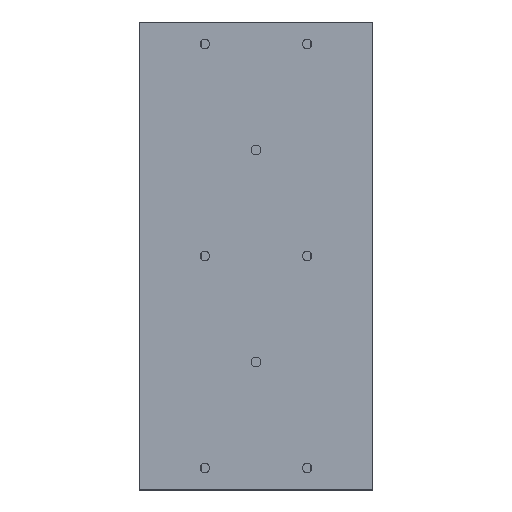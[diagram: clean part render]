
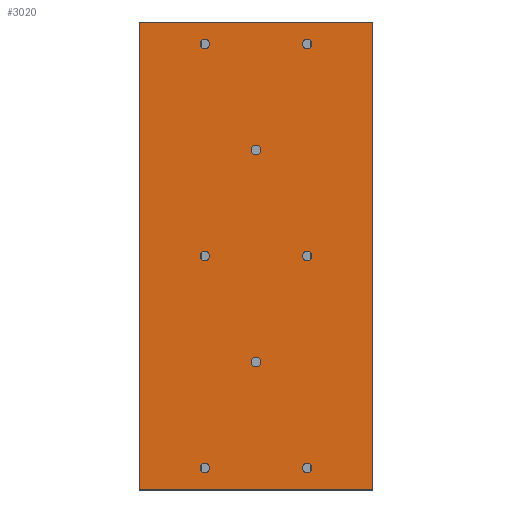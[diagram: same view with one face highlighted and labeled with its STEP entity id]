
A CAD part, top view. The second image highlights one B-rep face of the part: STEP entity #3020.
In plain terms, the highlighted planar face has unit normal (0, 0, 1).
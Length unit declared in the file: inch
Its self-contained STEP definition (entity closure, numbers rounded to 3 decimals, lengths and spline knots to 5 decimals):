
#1818=CARTESIAN_POINT('',(-0.793,-1.625,0.473));
#1819=VERTEX_POINT('',#1818);
#1835=CARTESIAN_POINT('',(-0.957,-1.625,0.473));
#1836=VERTEX_POINT('',#1835);
#1843=CARTESIAN_POINT('',(-0.875,-1.625,0.473));
#1844=DIRECTION('',(0.0,0.0,-1.0));
#1845=DIRECTION('',(1.0,0.0,0.0));
#1846=AXIS2_PLACEMENT_3D('',#1843,#1844,#1845);
#1847=CIRCLE('',#1846,0.082);
#1848=EDGE_CURVE('',#1819,#1836,#1847,.T.);
#1881=CARTESIAN_POINT('',(0.957,5.625,0.473));
#1882=VERTEX_POINT('',#1881);
#1898=CARTESIAN_POINT('',(0.793,5.625,0.473));
#1899=VERTEX_POINT('',#1898);
#1906=CARTESIAN_POINT('',(0.875,5.625,0.473));
#1907=DIRECTION('',(0.0,0.0,-1.0));
#1908=DIRECTION('',(1.0,0.0,0.0));
#1909=AXIS2_PLACEMENT_3D('',#1906,#1907,#1908);
#1910=CIRCLE('',#1909,0.082);
#1911=EDGE_CURVE('',#1882,#1899,#1910,.T.);
#1944=CARTESIAN_POINT('',(0.957,-1.625,0.473));
#1945=VERTEX_POINT('',#1944);
#1961=CARTESIAN_POINT('',(0.793,-1.625,0.473));
#1962=VERTEX_POINT('',#1961);
#1969=CARTESIAN_POINT('',(0.875,-1.625,0.473));
#1970=DIRECTION('',(0.0,0.0,-1.0));
#1971=DIRECTION('',(1.0,0.0,0.0));
#1972=AXIS2_PLACEMENT_3D('',#1969,#1970,#1971);
#1973=CIRCLE('',#1972,0.082);
#1974=EDGE_CURVE('',#1945,#1962,#1973,.T.);
#2007=CARTESIAN_POINT('',(-0.793,2.,0.473));
#2008=VERTEX_POINT('',#2007);
#2024=CARTESIAN_POINT('',(-0.957,2.,0.473));
#2025=VERTEX_POINT('',#2024);
#2032=CARTESIAN_POINT('',(-0.875,2.,0.473));
#2033=DIRECTION('',(0.0,0.0,-1.0));
#2034=DIRECTION('',(1.0,0.0,0.0));
#2035=AXIS2_PLACEMENT_3D('',#2032,#2033,#2034);
#2036=CIRCLE('',#2035,0.082);
#2037=EDGE_CURVE('',#2008,#2025,#2036,.T.);
#2070=CARTESIAN_POINT('',(0.957,2.,0.473));
#2071=VERTEX_POINT('',#2070);
#2087=CARTESIAN_POINT('',(0.793,2.,0.473));
#2088=VERTEX_POINT('',#2087);
#2095=CARTESIAN_POINT('',(0.875,2.,0.473));
#2096=DIRECTION('',(0.0,0.0,-1.0));
#2097=DIRECTION('',(1.0,0.0,0.0));
#2098=AXIS2_PLACEMENT_3D('',#2095,#2096,#2097);
#2099=CIRCLE('',#2098,0.082);
#2100=EDGE_CURVE('',#2071,#2088,#2099,.T.);
#2133=CARTESIAN_POINT('',(-0.793,5.625,0.473));
#2134=VERTEX_POINT('',#2133);
#2150=CARTESIAN_POINT('',(-0.957,5.625,0.473));
#2151=VERTEX_POINT('',#2150);
#2158=CARTESIAN_POINT('',(-0.875,5.625,0.473));
#2159=DIRECTION('',(0.0,0.0,-1.0));
#2160=DIRECTION('',(1.0,0.0,0.0));
#2161=AXIS2_PLACEMENT_3D('',#2158,#2159,#2160);
#2162=CIRCLE('',#2161,0.082);
#2163=EDGE_CURVE('',#2134,#2151,#2162,.T.);
#2196=CARTESIAN_POINT('',(0.082,0.1875,0.473));
#2197=VERTEX_POINT('',#2196);
#2213=CARTESIAN_POINT('',(-0.082,0.1875,0.473));
#2214=VERTEX_POINT('',#2213);
#2221=CARTESIAN_POINT('',(0.0,0.1875,0.473));
#2222=DIRECTION('',(0.0,0.0,-1.0));
#2223=DIRECTION('',(1.0,0.0,0.0));
#2224=AXIS2_PLACEMENT_3D('',#2221,#2222,#2223);
#2225=CIRCLE('',#2224,0.082);
#2226=EDGE_CURVE('',#2197,#2214,#2225,.T.);
#2259=CARTESIAN_POINT('',(0.082,3.8125,0.473));
#2260=VERTEX_POINT('',#2259);
#2276=CARTESIAN_POINT('',(-0.082,3.8125,0.473));
#2277=VERTEX_POINT('',#2276);
#2284=CARTESIAN_POINT('',(0.0,3.8125,0.473));
#2285=DIRECTION('',(0.0,0.0,-1.0));
#2286=DIRECTION('',(1.0,0.0,0.0));
#2287=AXIS2_PLACEMENT_3D('',#2284,#2285,#2286);
#2288=CIRCLE('',#2287,0.082);
#2289=EDGE_CURVE('',#2260,#2277,#2288,.T.);
#2321=CARTESIAN_POINT('',(0.0,3.8125,0.473));
#2322=DIRECTION('',(0.0,0.0,-1.0));
#2323=DIRECTION('',(1.0,0.0,0.0));
#2324=AXIS2_PLACEMENT_3D('',#2321,#2322,#2323);
#2325=CIRCLE('',#2324,0.082);
#2326=EDGE_CURVE('',#2277,#2260,#2325,.T.);
#2366=CARTESIAN_POINT('',(0.0,0.1875,0.473));
#2367=DIRECTION('',(0.0,0.0,-1.0));
#2368=DIRECTION('',(1.0,0.0,0.0));
#2369=AXIS2_PLACEMENT_3D('',#2366,#2367,#2368);
#2370=CIRCLE('',#2369,0.082);
#2371=EDGE_CURVE('',#2214,#2197,#2370,.T.);
#2411=CARTESIAN_POINT('',(-0.875,5.625,0.473));
#2412=DIRECTION('',(0.0,0.0,-1.0));
#2413=DIRECTION('',(1.0,0.0,0.0));
#2414=AXIS2_PLACEMENT_3D('',#2411,#2412,#2413);
#2415=CIRCLE('',#2414,0.082);
#2416=EDGE_CURVE('',#2151,#2134,#2415,.T.);
#2456=CARTESIAN_POINT('',(0.875,2.,0.473));
#2457=DIRECTION('',(0.0,0.0,-1.0));
#2458=DIRECTION('',(1.0,0.0,0.0));
#2459=AXIS2_PLACEMENT_3D('',#2456,#2457,#2458);
#2460=CIRCLE('',#2459,0.082);
#2461=EDGE_CURVE('',#2088,#2071,#2460,.T.);
#2501=CARTESIAN_POINT('',(-0.875,2.,0.473));
#2502=DIRECTION('',(0.0,0.0,-1.0));
#2503=DIRECTION('',(1.0,0.0,0.0));
#2504=AXIS2_PLACEMENT_3D('',#2501,#2502,#2503);
#2505=CIRCLE('',#2504,0.082);
#2506=EDGE_CURVE('',#2025,#2008,#2505,.T.);
#2546=CARTESIAN_POINT('',(0.875,-1.625,0.473));
#2547=DIRECTION('',(0.0,0.0,-1.0));
#2548=DIRECTION('',(1.0,0.0,0.0));
#2549=AXIS2_PLACEMENT_3D('',#2546,#2547,#2548);
#2550=CIRCLE('',#2549,0.082);
#2551=EDGE_CURVE('',#1962,#1945,#2550,.T.);
#2591=CARTESIAN_POINT('',(0.875,5.625,0.473));
#2592=DIRECTION('',(0.0,0.0,-1.0));
#2593=DIRECTION('',(1.0,0.0,0.0));
#2594=AXIS2_PLACEMENT_3D('',#2591,#2592,#2593);
#2595=CIRCLE('',#2594,0.082);
#2596=EDGE_CURVE('',#1899,#1882,#2595,.T.);
#2648=CARTESIAN_POINT('',(-1.99999,6.,0.473));
#2649=VERTEX_POINT('',#2648);
#2656=CARTESIAN_POINT('',(2.,6.,0.473));
#2657=VERTEX_POINT('',#2656);
#2658=CARTESIAN_POINT('',(2.,6.,0.473));
#2659=DIRECTION('',(-1.0,0.0,0.0));
#2660=VECTOR('',#2659,3.99999);
#2661=LINE('',#2658,#2660);
#2662=EDGE_CURVE('',#2657,#2649,#2661,.T.);
#2740=CARTESIAN_POINT('',(-0.875,-1.625,0.473));
#2741=DIRECTION('',(0.0,0.0,-1.0));
#2742=DIRECTION('',(1.0,0.0,0.0));
#2743=AXIS2_PLACEMENT_3D('',#2740,#2741,#2742);
#2744=CIRCLE('',#2743,0.082);
#2745=EDGE_CURVE('',#1836,#1819,#2744,.T.);
#2946=CARTESIAN_POINT('',(1.99999,-2.0,0.473));
#2947=VERTEX_POINT('',#2946);
#2948=CARTESIAN_POINT('',(1.99999,-2.0,0.473));
#2949=DIRECTION('',(0.0,1.0,0.0));
#2950=VECTOR('',#2949,8.);
#2951=LINE('',#2948,#2950);
#2952=EDGE_CURVE('',#2947,#2657,#2951,.T.);
#2965=CARTESIAN_POINT('',(0.,-2.0,0.473));
#2966=DIRECTION('',(0.0,0.0,1.0));
#2967=DIRECTION('',(1.0,0.0,0.0));
#2968=AXIS2_PLACEMENT_3D('',#2965,#2966,#2967);
#2969=PLANE('',#2968);
#2970=CARTESIAN_POINT('',(-2.,-2.0,0.473));
#2971=VERTEX_POINT('',#2970);
#2972=CARTESIAN_POINT('',(-2.,-2.0,0.473));
#2973=DIRECTION('',(0.0,1.0,0.0));
#2974=VECTOR('',#2973,8.);
#2975=LINE('',#2972,#2974);
#2976=EDGE_CURVE('',#2971,#2649,#2975,.T.);
#2977=ORIENTED_EDGE('',*,*,#2976,.F.);
#2978=CARTESIAN_POINT('',(1.99999,-2.0,0.473));
#2979=DIRECTION('',(-1.0,0.0,0.0));
#2980=VECTOR('',#2979,3.99999);
#2981=LINE('',#2978,#2980);
#2982=EDGE_CURVE('',#2947,#2971,#2981,.T.);
#2983=ORIENTED_EDGE('',*,*,#2982,.F.);
#2984=ORIENTED_EDGE('',*,*,#2952,.T.);
#2985=ORIENTED_EDGE('',*,*,#2662,.T.);
#2986=EDGE_LOOP('',(#2977,#2983,#2984,#2985));
#2987=FACE_OUTER_BOUND('',#2986,.T.);
#2988=ORIENTED_EDGE('',*,*,#2289,.T.);
#2989=ORIENTED_EDGE('',*,*,#2326,.T.);
#2990=EDGE_LOOP('',(#2988,#2989));
#2991=FACE_BOUND('',#2990,.T.);
#2992=ORIENTED_EDGE('',*,*,#2226,.T.);
#2993=ORIENTED_EDGE('',*,*,#2371,.T.);
#2994=EDGE_LOOP('',(#2992,#2993));
#2995=FACE_BOUND('',#2994,.T.);
#2996=ORIENTED_EDGE('',*,*,#2163,.T.);
#2997=ORIENTED_EDGE('',*,*,#2416,.T.);
#2998=EDGE_LOOP('',(#2996,#2997));
#2999=FACE_BOUND('',#2998,.T.);
#3000=ORIENTED_EDGE('',*,*,#2100,.T.);
#3001=ORIENTED_EDGE('',*,*,#2461,.T.);
#3002=EDGE_LOOP('',(#3000,#3001));
#3003=FACE_BOUND('',#3002,.T.);
#3004=ORIENTED_EDGE('',*,*,#2037,.T.);
#3005=ORIENTED_EDGE('',*,*,#2506,.T.);
#3006=EDGE_LOOP('',(#3004,#3005));
#3007=FACE_BOUND('',#3006,.T.);
#3008=ORIENTED_EDGE('',*,*,#1974,.T.);
#3009=ORIENTED_EDGE('',*,*,#2551,.T.);
#3010=EDGE_LOOP('',(#3008,#3009));
#3011=FACE_BOUND('',#3010,.T.);
#3012=ORIENTED_EDGE('',*,*,#1911,.T.);
#3013=ORIENTED_EDGE('',*,*,#2596,.T.);
#3014=EDGE_LOOP('',(#3012,#3013));
#3015=FACE_BOUND('',#3014,.T.);
#3016=ORIENTED_EDGE('',*,*,#1848,.T.);
#3017=ORIENTED_EDGE('',*,*,#2745,.T.);
#3018=EDGE_LOOP('',(#3016,#3017));
#3019=FACE_BOUND('',#3018,.T.);
#3020=ADVANCED_FACE('',(#2987,#2991,#2995,#2999,#3003,#3007,#3011,#3015,#3019),#2969,.T.);
